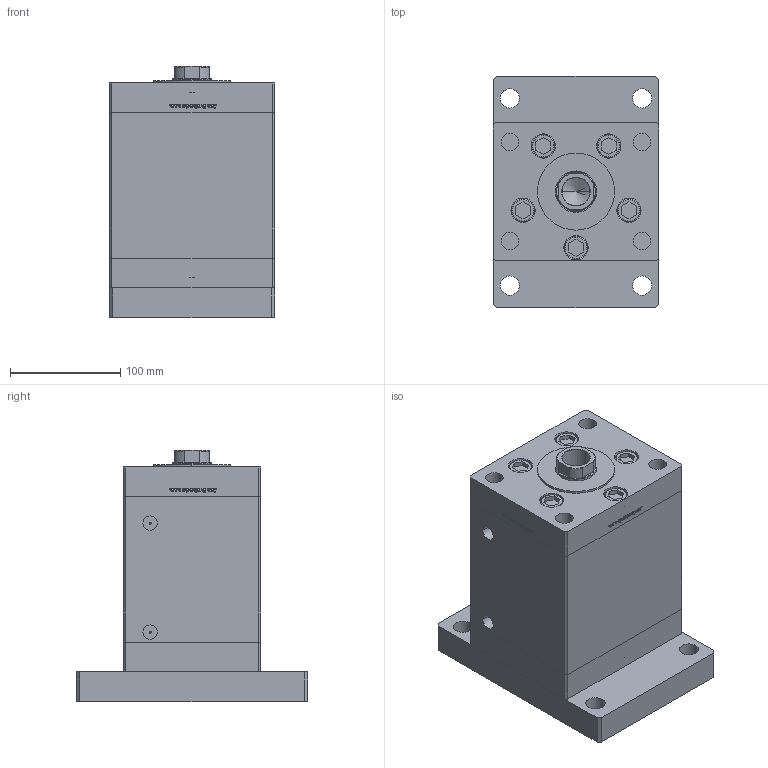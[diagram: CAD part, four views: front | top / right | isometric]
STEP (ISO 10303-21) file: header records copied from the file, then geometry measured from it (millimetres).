
FILE_DESCRIPTION (( 'STEP AP203' ), '1' );
FILE_NAME ('503d.STEP', '2024-01-08T18:05:33', ( '' ), ( '' ), 'SwSTEP 2.0', 'SolidWorks 2019', '' );
FILE_SCHEMA (( 'CONFIG_CONTROL_DESIGN' ));
Length unit declared in the file: millimetre
Products named in the file (7): V220C_F cbfbfc51136ecf9cde238182204f3268; V220C_G_MIDDLE cbfbfc51136ecf9cde238182204f3268; V220C_FRONT_G cbfbfc51136ecf9cde238182204f3268; V220C_VC_G cbfbfc51136ecf9cde238182204f3268; V220C BACK_G cbfbfc51136ecf9cde238182204f3268; ALLEN BOLT cbfbfc51136ecf9cde238182204f3268; 503d
Assembly tree (19 placements, depth 2):
  503d
    V220C BACK_G cbfbfc51136ecf9cde238182204f3268
    V220C_FRONT_G cbfbfc51136ecf9cde238182204f3268
    V220C_G_MIDDLE cbfbfc51136ecf9cde238182204f3268
    ALLEN BOLT cbfbfc51136ecf9cde238182204f3268  x14
    V220C_F cbfbfc51136ecf9cde238182204f3268
    V220C_VC_G cbfbfc51136ecf9cde238182204f3268
Bounding box: 150 x 210 x 228 mm (x, y, z)
Volume: 3826839.4 mm3; surface area: 435323.8 mm2
Topology: 19 solids, 19 shells, 1313 faces, 3246 edges, 2121 vertices
Faces by surface type: plane 518, bspline 484, cylinder 189, cone 62, torus 60
Entity records: 53689 total; most frequent: CARTESIAN_POINT 30442, ORIENTED_EDGE 5292, DIRECTION 3096, EDGE_CURVE 2646, VERTEX_POINT 1757, VECTOR 1370, LINE 1370, EDGE_LOOP 1213
